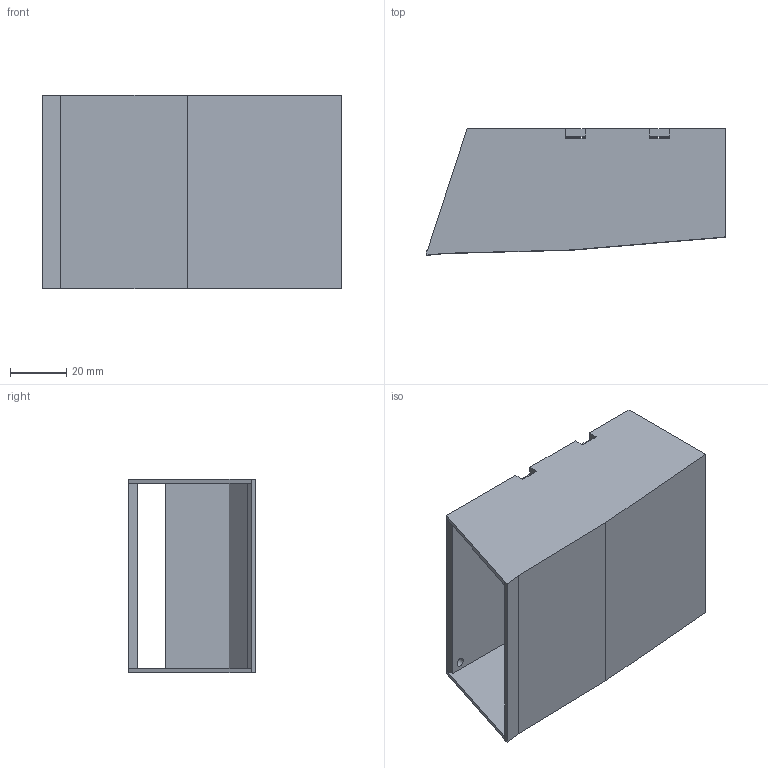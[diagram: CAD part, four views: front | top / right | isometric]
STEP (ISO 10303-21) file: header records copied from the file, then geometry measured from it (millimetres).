
FILE_DESCRIPTION(/* description */ (''),/* implementation_level */ '2;1');
FILE_NAME(/* name */ '1-仓库-8000树脂.stp',/* time_stamp */ '2020-12-15T15:13:31+08:00',/* author */ ('Wang Hua'),/* organization */ (''),/* preprocessor_version */ 'ST-DEVELOPER v17',/* originating_system */ 'Autodesk Inventor 2019',/* authorisation */ '');
FILE_SCHEMA (('AUTOMOTIVE_DESIGN { 1 0 10303 214 3 1 1 }'));
Length unit declared in the file: millimetre
Products named in the file (1): 仓库
Bounding box: 106.5 x 45.1 x 69 mm (x, y, z)
Volume: 50168.2 mm3; surface area: 46376.7 mm2
Topology: 1 solids, 1 shells, 41 faces, 146 edges, 98 vertices
Faces by surface type: plane 36, cylinder 5
Full cylindrical faces by diameter (mm): 3.2 x4
Entity records: 1625 total; most frequent: ORIENTED_EDGE 292, CARTESIAN_POINT 286, DIRECTION 244, EDGE_CURVE 146, LINE 132, VECTOR 132, VERTEX_POINT 98, AXIS2_PLACEMENT_3D 56
